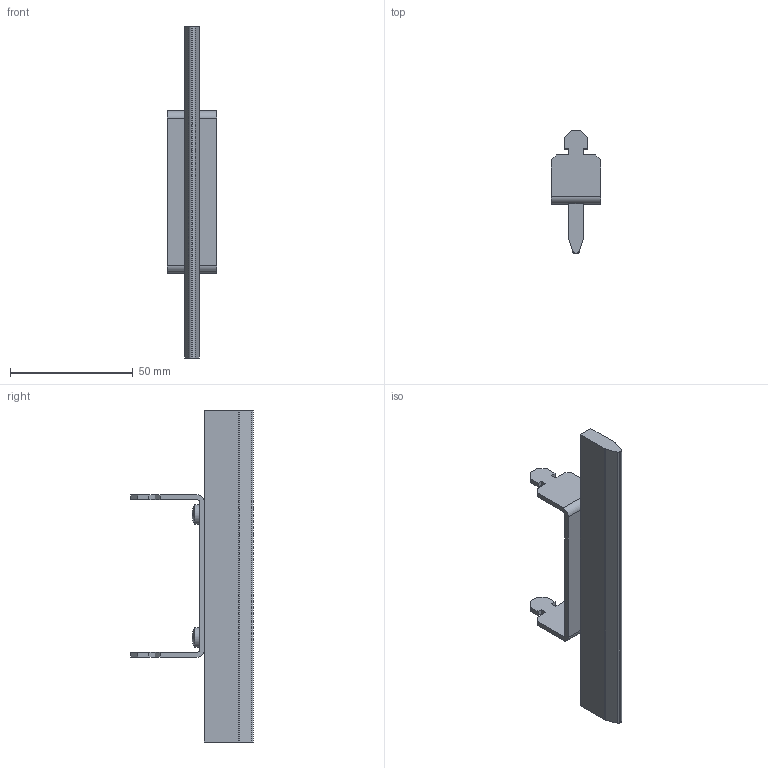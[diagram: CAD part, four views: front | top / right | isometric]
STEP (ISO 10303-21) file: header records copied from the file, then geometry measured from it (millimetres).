
FILE_DESCRIPTION (( 'STEP AP203' ), '1' );
FILE_NAME ('SDL-1.STEP', '2015-09-24T01:36:18', ( '' ), ( '' ), 'SwSTEP 2.0', 'SolidWorks 2013', '' );
FILE_SCHEMA (( 'CONFIG_CONTROL_DESIGN' ));
Length unit declared in the file: millimetre
Products named in the file (1): SDL-1
Bounding box: 20 x 50 x 135 mm (x, y, z)
Volume: 18925.2 mm3; surface area: 11484.7 mm2
Topology: 1 solids, 5 shells, 117 faces, 298 edges, 196 vertices
Faces by surface type: plane 83, cylinder 28, cone 4, bspline 2
Entity records: 3631 total; most frequent: CARTESIAN_POINT 690, ORIENTED_EDGE 596, DIRECTION 582, EDGE_CURVE 298, VECTOR 214, LINE 214, VERTEX_POINT 196, AXIS2_PLACEMENT_3D 184
